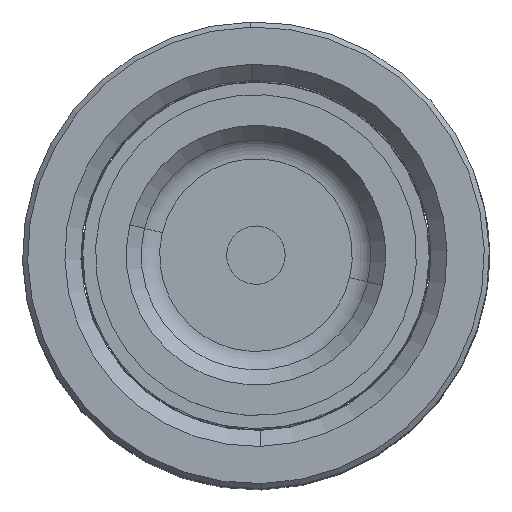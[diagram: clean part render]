
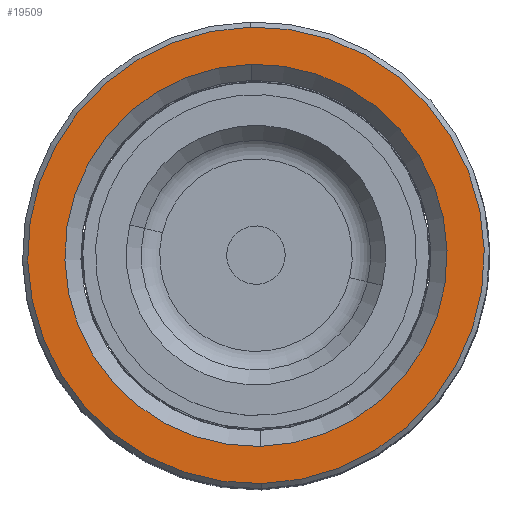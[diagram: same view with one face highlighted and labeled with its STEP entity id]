
A CAD part, top view. The second image highlights one B-rep face of the part: STEP entity #19509.
In plain terms, the highlighted planar face has unit normal (0, 0, 1).
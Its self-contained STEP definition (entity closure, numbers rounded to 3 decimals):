
#1039 = VERTEX_POINT ( 'NONE', #18716 ) ;
#2024 = EDGE_CURVE ( 'NONE', #44633, #1039, #23329, .T. ) ;
#2655 = CIRCLE ( 'NONE', #29090, 31.3 ) ;
#2824 = EDGE_LOOP ( 'NONE', ( #14690, #14831 ) ) ;
#3790 = AXIS2_PLACEMENT_3D ( 'NONE', #38462, #41929, #10727 ) ;
#4978 = VERTEX_POINT ( 'NONE', #9640 ) ;
#6295 = AXIS2_PLACEMENT_3D ( 'NONE', #25801, #43324, #11972 ) ;
#6395 = DIRECTION ( 'NONE',  ( 0., 0., 1. ) ) ;
#6782 = ORIENTED_EDGE ( 'NONE', *, *, #2024, .T. ) ;
#7965 = DIRECTION ( 'NONE',  ( 0., 0., 1. ) ) ;
#9387 = EDGE_CURVE ( 'NONE', #36729, #4978, #2655, .T. ) ;
#9640 = CARTESIAN_POINT ( 'NONE',  ( -31.3, 0., 100. ) ) ;
#10727 = DIRECTION ( 'NONE',  ( 1., 0., 0. ) ) ;
#11546 = CARTESIAN_POINT ( 'NONE',  ( 31.3, 0., 100. ) ) ;
#11972 = DIRECTION ( 'NONE',  ( 1., 0., 0. ) ) ;
#13884 = FACE_BOUND ( 'NONE', #39892, .T. ) ;
#14690 = ORIENTED_EDGE ( 'NONE', *, *, #17180, .T. ) ;
#14831 = ORIENTED_EDGE ( 'NONE', *, *, #9387, .T. ) ;
#17180 = EDGE_CURVE ( 'NONE', #4978, #36729, #33095, .T. ) ;
#18716 = CARTESIAN_POINT ( 'NONE',  ( -26.2, 0., 100. ) ) ;
#19509 = ADVANCED_FACE ( 'NONE', ( #22019, #13884 ), #35714, .T. ) ;
#19604 = CARTESIAN_POINT ( 'NONE',  ( 26.2, 0., 100. ) ) ;
#20223 = CARTESIAN_POINT ( 'NONE',  ( 0., 0., 100. ) ) ;
#22019 = FACE_OUTER_BOUND ( 'NONE', #2824, .T. ) ;
#22491 = AXIS2_PLACEMENT_3D ( 'NONE', #25989, #36964, #36662 ) ;
#23329 = CIRCLE ( 'NONE', #3790, 26.2 ) ;
#25101 = ORIENTED_EDGE ( 'NONE', *, *, #35305, .T. ) ;
#25801 = CARTESIAN_POINT ( 'NONE',  ( 0., 0., 100. ) ) ;
#25989 = CARTESIAN_POINT ( 'NONE',  ( 0., 0., 100. ) ) ;
#27716 = CIRCLE ( 'NONE', #22491, 26.2 ) ;
#28667 = CARTESIAN_POINT ( 'NONE',  ( 0., 0., 100. ) ) ;
#29090 = AXIS2_PLACEMENT_3D ( 'NONE', #20223, #6395, #30766 ) ;
#30766 = DIRECTION ( 'NONE',  ( 1., 0., 0. ) ) ;
#31923 = AXIS2_PLACEMENT_3D ( 'NONE', #28667, #7965, #38740 ) ;
#33095 = CIRCLE ( 'NONE', #31923, 31.3 ) ;
#35305 = EDGE_CURVE ( 'NONE', #1039, #44633, #27716, .T. ) ;
#35714 = PLANE ( 'NONE',  #6295 ) ;
#36662 = DIRECTION ( 'NONE',  ( 1., 0., 0. ) ) ;
#36729 = VERTEX_POINT ( 'NONE', #11546 ) ;
#36964 = DIRECTION ( 'NONE',  ( 0., 0., -1. ) ) ;
#38462 = CARTESIAN_POINT ( 'NONE',  ( 0., 0., 100. ) ) ;
#38740 = DIRECTION ( 'NONE',  ( 1., 0., 0. ) ) ;
#39892 = EDGE_LOOP ( 'NONE', ( #6782, #25101 ) ) ;
#41929 = DIRECTION ( 'NONE',  ( 0., 0., -1. ) ) ;
#43324 = DIRECTION ( 'NONE',  ( 0., 0., 1. ) ) ;
#44633 = VERTEX_POINT ( 'NONE', #19604 ) ;
